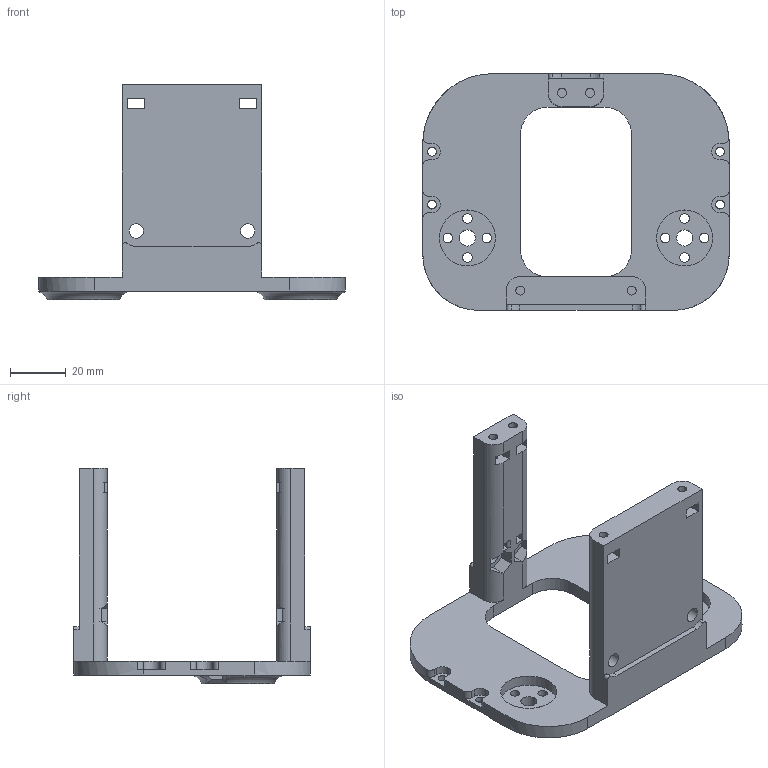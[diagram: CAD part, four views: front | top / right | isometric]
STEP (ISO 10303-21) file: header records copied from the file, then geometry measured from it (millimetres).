
FILE_DESCRIPTION(/* description */ (''),/* implementation_level */ '2;1');
FILE_NAME(/* name */ '5f1cceff6a97d410f5d9ba25',/* time_stamp */ '2020-07-26T00:32:00+00:00',/* author */ (''),/* organization */ (''),/* preprocessor_version */ 'ST-DEVELOPER v16.7',/* originating_system */ $,/* authorisation */ $);
FILE_SCHEMA (('AUTOMOTIVE_DESIGN {1 0 10303 214 3 1 1}'));
Length unit declared in the file: metre
Products named in the file (1): Inner_Shoulder
Bounding box: 110 x 85 x 77.5 mm (x, y, z)
Volume: 77982.4 mm3; surface area: 31831.5 mm2
Topology: 1 solids, 1 shells, 170 faces, 524 edges, 354 vertices
Faces by surface type: plane 100, cylinder 64, bspline 4, torus 2
Full cylindrical faces by diameter (mm): 3.2 x12, 3.4 x8, 5.2 x4, 5.8 x2, 20.1 x2
Entity records: 5940 total; most frequent: CARTESIAN_POINT 1262, ORIENTED_EDGE 968, DIRECTION 917, EDGE_CURVE 484, VERTEX_POINT 342, AXIS2_PLACEMENT_3D 316, LINE 285, VECTOR 285
